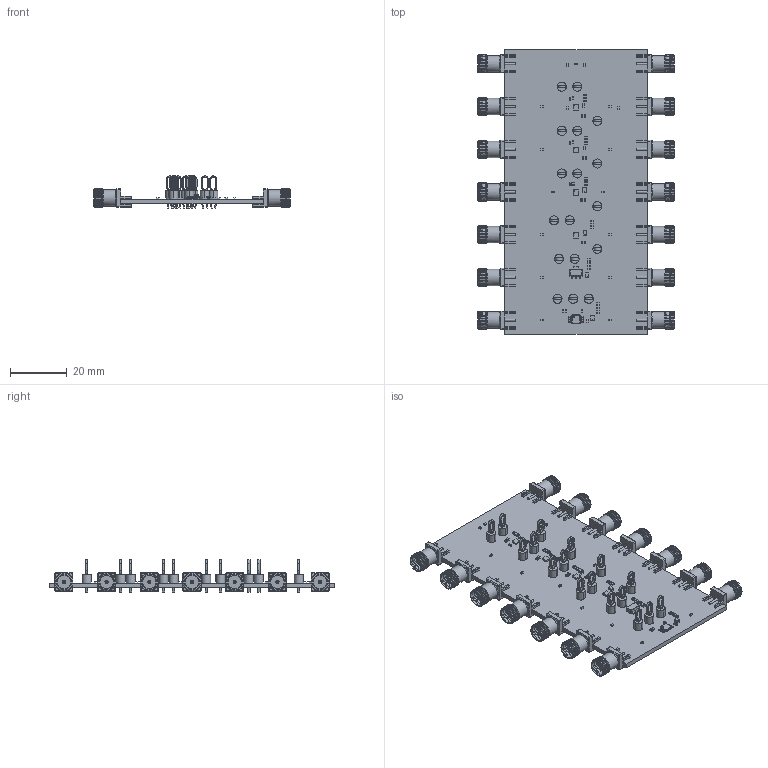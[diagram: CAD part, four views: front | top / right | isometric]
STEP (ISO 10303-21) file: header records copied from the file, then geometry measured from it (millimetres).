
FILE_DESCRIPTION(('Open CASCADE Model'),'2;1');
FILE_NAME('Open CASCADE Shape Model','2020-11-23T10:45:46',('Author'),( 'Open CASCADE'),'Open CASCADE STEP processor 6.8','Open CASCADE 6.8' ,'Unknown');
FILE_SCHEMA(('AUTOMOTIVE_DESIGN { 1 0 10303 214 1 1 1 1 }'));
Length unit declared in the file: millimetre
Products named in the file (114): PCB; Board; Open CASCADE STEP translator 6.8 1.1.1; J14; Conn_RF_Solutions_Ltd_CON-SMA-EDGE-S_eec; 1; 2; 3; J13; C44; 0402_cap; C43; C42; TP17; keystone-PN5012; TP16; TP15; TP14; TP13; TP12; TP11; TP10; TP9; TP8; TP7; TP6; TP5; TP4; TP3; TP2; TP1; R11; 0402_resistor; R10; R9; R8; R7; R6; R5; R4 ...
Assembly tree (201 placements, depth 4):
  PCB
    Board
      Open CASCADE STEP translator 6.8 1.1.1
    J14
      Conn_RF_Solutions_Ltd_CON-SMA-EDGE-S_eec
        1
        2
        3
    J13
      Conn_RF_Solutions_Ltd_CON-SMA-EDGE-S_eec
        1
        2
        3
    C44
      0402_cap
    C43
      0402_cap
    C42
      0402_cap
    TP17
      keystone-PN5012
    TP16
      keystone-PN5012
    TP15
      keystone-PN5012
    TP14
      keystone-PN5012
    TP13
      keystone-PN5012
    TP12
      keystone-PN5012
    TP11
      keystone-PN5012
    TP10
      keystone-PN5012
    TP9
      keystone-PN5012
    TP8
      keystone-PN5012
    TP7
      keystone-PN5012
    TP6
      keystone-PN5012
    TP5
      keystone-PN5012
    TP4
      keystone-PN5012
    TP3
      keystone-PN5012
    TP2
      keystone-PN5012
    TP1
      keystone-PN5012
    R11
      0402_resistor
    R10
      0402_resistor
    R9
      0402_resistor
    R8
Bounding box: 69.12 x 100 x 11.3 mm (x, y, z)
Volume: 11904.7 mm3; surface area: 19828.3 mm2
Topology: 138 solids, 138 shells, 5988 faces, 14419 edges, 8098 vertices
Faces by surface type: plane 2657, cylinder 2169, sphere 760, cone 238, bspline 84, torus 80
Full cylindrical faces by diameter (mm): 0.25 x4, 0.76 x28, 1.122 x28, 1.6 x17, 2.8 x28, 4.697 x28, 5.292 x14, 5.8 x126, 6.35 x112
Entity records: 25192 total; most frequent: CARTESIAN_POINT 4029, DIRECTION 3760, ORIENTED_EDGE 3370, EDGE_CURVE 1685, AXIS2_PLACEMENT_3D 1290, LINE 1180, VECTOR 1180, VERTEX_POINT 1071
